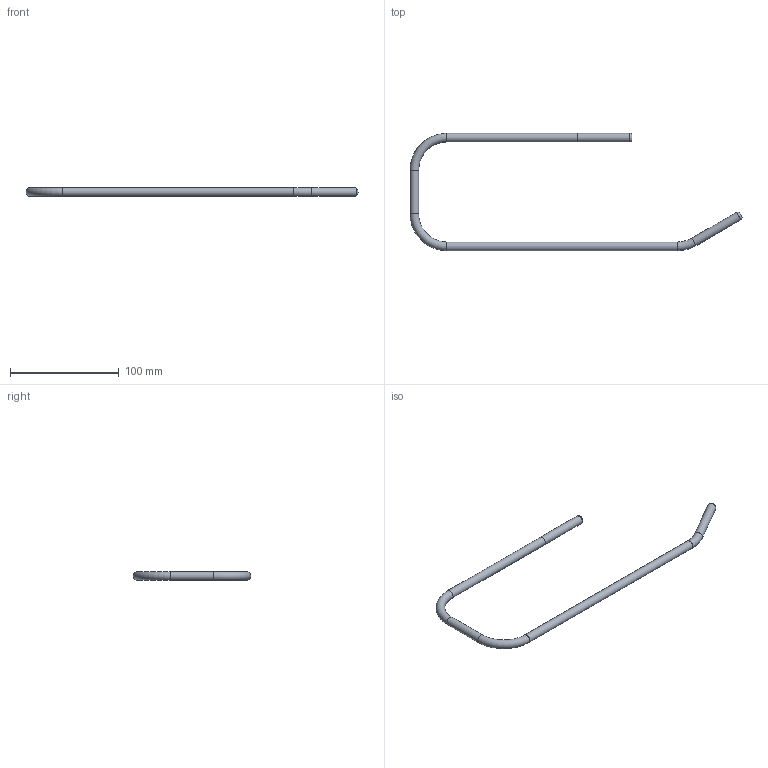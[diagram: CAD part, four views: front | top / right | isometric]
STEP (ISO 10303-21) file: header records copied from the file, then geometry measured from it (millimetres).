
FILE_DESCRIPTION (( 'STEP AP214' ), '1' );
FILE_NAME ('nosilec role.STEP', '2022-11-10T14:31:51', ( '' ), ( '' ), 'SwSTEP 2.0', 'SolidWorks 2020', '' );
FILE_SCHEMA (( 'AUTOMOTIVE_DESIGN' ));
Length unit declared in the file: millimetre
Products named in the file (1): nosilec role
Bounding box: 305.27 x 108 x 8 mm (x, y, z)
Volume: 29196.8 mm3; surface area: 14671.4 mm2
Topology: 1 solids, 1 shells, 12 faces, 21 edges, 11 vertices
Faces by surface type: cylinder 5, torus 5, plane 2
Full cylindrical faces by diameter (mm): 8 x5
Entity records: 268 total; most frequent: DIRECTION 48, CARTESIAN_POINT 35, AXIS2_PLACEMENT_3D 24, EDGE_LOOP 22, FACE_OUTER_BOUND 22, ORIENTED_EDGE 22, ADVANCED_FACE 12, VERTEX_POINT 11
